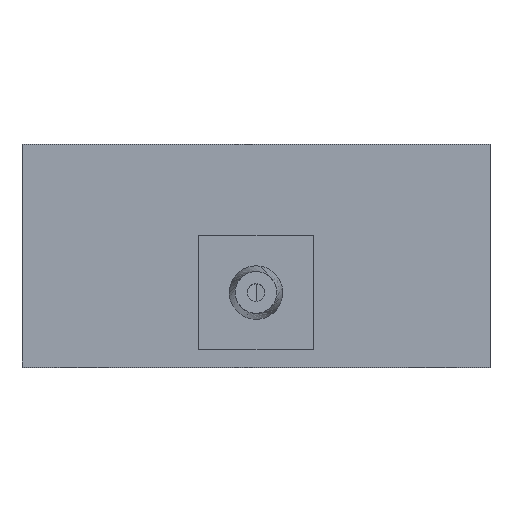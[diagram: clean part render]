
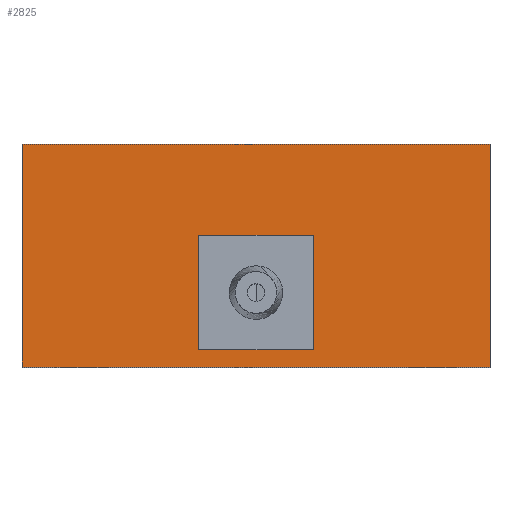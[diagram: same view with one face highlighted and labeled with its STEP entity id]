
A CAD part, top view. The second image highlights one B-rep face of the part: STEP entity #2825.
In plain terms, the highlighted planar face has unit normal (0, 0, 1).
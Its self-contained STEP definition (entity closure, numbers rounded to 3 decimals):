
#41 = VECTOR ( 'NONE', #511, 1000. ) ;
#88 = ORIENTED_EDGE ( 'NONE', *, *, #2130, .F. ) ;
#101 = EDGE_CURVE ( 'NONE', #1152, #2231, #318, .T. ) ;
#105 = DIRECTION ( 'NONE',  ( 0., -1., 0. ) ) ;
#174 = DIRECTION ( 'NONE',  ( 0., 0., 1. ) ) ;
#295 = DIRECTION ( 'NONE',  ( 0., 0., -1. ) ) ;
#317 = ORIENTED_EDGE ( 'NONE', *, *, #101, .T. ) ;
#318 = LINE ( 'NONE', #2769, #2332 ) ;
#358 = LINE ( 'NONE', #557, #905 ) ;
#487 = CARTESIAN_POINT ( 'NONE',  ( 22.756, 4.707, 15.75 ) ) ;
#492 = CARTESIAN_POINT ( 'NONE',  ( 8.406, -5.293, 15.75 ) ) ;
#507 = EDGE_CURVE ( 'NONE', #1550, #922, #1876, .T. ) ;
#511 = DIRECTION ( 'NONE',  ( 0., -1., 0. ) ) ;
#526 = PLANE ( 'NONE',  #2798 ) ;
#557 = CARTESIAN_POINT ( 'NONE',  ( -8.744, 4.707, 15.75 ) ) ;
#595 = CIRCLE ( 'NONE', #1416, 1.4 ) ;
#630 = DIRECTION ( 'NONE',  ( 1., 0., 0. ) ) ;
#700 = EDGE_CURVE ( 'NONE', #2010, #2744, #595, .T. ) ;
#729 = ORIENTED_EDGE ( 'NONE', *, *, #2269, .F. ) ;
#905 = VECTOR ( 'NONE', #105, 1000. ) ;
#911 = ORIENTED_EDGE ( 'NONE', *, *, #507, .F. ) ;
#922 = VERTEX_POINT ( 'NONE', #1070 ) ;
#975 = ORIENTED_EDGE ( 'NONE', *, *, #700, .F. ) ;
#1070 = CARTESIAN_POINT ( 'NONE',  ( 22.756, 4.707, 15.75 ) ) ;
#1152 = VERTEX_POINT ( 'NONE', #2346 ) ;
#1230 = CIRCLE ( 'NONE', #2605, 1.4 ) ;
#1416 = AXIS2_PLACEMENT_3D ( 'NONE', #2570, #174, #2091 ) ;
#1430 = DIRECTION ( 'NONE',  ( 1., 0., 0. ) ) ;
#1472 = CARTESIAN_POINT ( 'NONE',  ( 5.606, -5.293, 15.75 ) ) ;
#1543 = EDGE_CURVE ( 'NONE', #1550, #1152, #358, .T. ) ;
#1550 = VERTEX_POINT ( 'NONE', #2245 ) ;
#1593 = ORIENTED_EDGE ( 'NONE', *, *, #1543, .T. ) ;
#1633 = DIRECTION ( 'NONE',  ( 1., 0., 0. ) ) ;
#1723 = CARTESIAN_POINT ( 'NONE',  ( -8.744, 4.707, 15.75 ) ) ;
#1876 = LINE ( 'NONE', #2547, #2435 ) ;
#1885 = CARTESIAN_POINT ( 'NONE',  ( 22.756, -10.293, 15.75 ) ) ;
#1962 = DIRECTION ( 'NONE',  ( -1., 0., 0. ) ) ;
#2010 = VERTEX_POINT ( 'NONE', #1472 ) ;
#2091 = DIRECTION ( 'NONE',  ( 1., 0., 0. ) ) ;
#2121 = EDGE_LOOP ( 'NONE', ( #317, #88, #911, #1593 ) ) ;
#2130 = EDGE_CURVE ( 'NONE', #922, #2231, #2514, .T. ) ;
#2135 = FACE_OUTER_BOUND ( 'NONE', #2121, .T. ) ;
#2231 = VERTEX_POINT ( 'NONE', #1885 ) ;
#2245 = CARTESIAN_POINT ( 'NONE',  ( -8.744, 4.707, 15.75 ) ) ;
#2252 = DIRECTION ( 'NONE',  ( 0., 0., 1. ) ) ;
#2269 = EDGE_CURVE ( 'NONE', #2744, #2010, #1230, .T. ) ;
#2332 = VECTOR ( 'NONE', #630, 1000. ) ;
#2335 = EDGE_LOOP ( 'NONE', ( #729, #975 ) ) ;
#2346 = CARTESIAN_POINT ( 'NONE',  ( -8.744, -10.293, 15.75 ) ) ;
#2435 = VECTOR ( 'NONE', #1430, 1000. ) ;
#2514 = LINE ( 'NONE', #487, #41 ) ;
#2547 = CARTESIAN_POINT ( 'NONE',  ( -8.744, 4.707, 15.75 ) ) ;
#2570 = CARTESIAN_POINT ( 'NONE',  ( 7.006, -5.293, 15.75 ) ) ;
#2571 = CARTESIAN_POINT ( 'NONE',  ( 7.006, -5.293, 15.75 ) ) ;
#2605 = AXIS2_PLACEMENT_3D ( 'NONE', #2571, #2252, #1633 ) ;
#2681 = FACE_BOUND ( 'NONE', #2335, .T. ) ;
#2744 = VERTEX_POINT ( 'NONE', #492 ) ;
#2769 = CARTESIAN_POINT ( 'NONE',  ( -8.744, -10.293, 15.75 ) ) ;
#2798 = AXIS2_PLACEMENT_3D ( 'NONE', #1723, #295, #1962 ) ;
#2825 = ADVANCED_FACE ( 'NONE', ( #2681, #2135 ), #526, .F. ) ;
